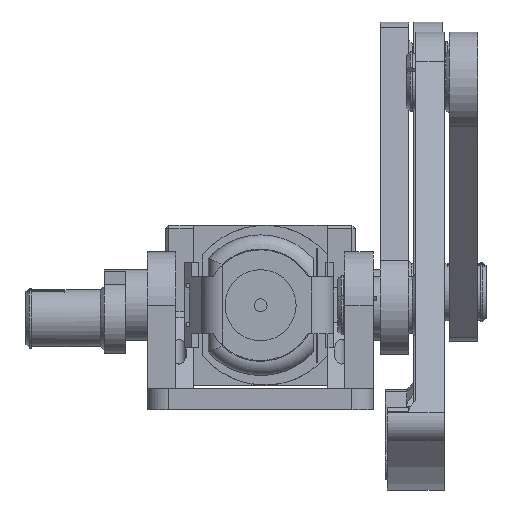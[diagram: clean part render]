
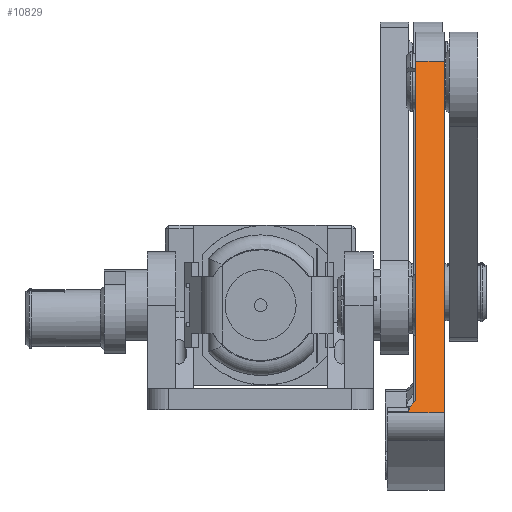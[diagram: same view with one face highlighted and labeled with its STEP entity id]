
A CAD part, front view. The second image highlights one B-rep face of the part: STEP entity #10829.
In plain terms, the highlighted face is planar.
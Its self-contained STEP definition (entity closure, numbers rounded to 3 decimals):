
#20=(
BOUNDED_CURVE()
B_SPLINE_CURVE(2,(#18089,#18090,#18091),.UNSPECIFIED.,.F.,.F.)
B_SPLINE_CURVE_WITH_KNOTS((3,3),(0.203,0.405),
 .UNSPECIFIED.)
CURVE()
GEOMETRIC_REPRESENTATION_ITEM()
RATIONAL_B_SPLINE_CURVE((1.,1.225,1.))
REPRESENTATION_ITEM('')
);
#688=PLANE('',#11788);
#1151=FACE_OUTER_BOUND('',#1819,.T.);
#1819=EDGE_LOOP('',(#9130,#9131,#9132,#9133,#9134,#9135,#9136));
#3284=LINE('',#17967,#4144);
#3292=LINE('',#18048,#4152);
#3298=LINE('',#18098,#4158);
#3311=LINE('',#18131,#4171);
#3321=LINE('',#18152,#4181);
#3343=LINE('',#18237,#4203);
#4144=VECTOR('',#13578,10.);
#4152=VECTOR('',#13640,10.);
#4158=VECTOR('',#13676,10.);
#4171=VECTOR('',#13717,10.);
#4181=VECTOR('',#13749,10.);
#4203=VECTOR('',#13829,10.);
#5043=VERTEX_POINT('',#17957);
#5047=VERTEX_POINT('',#17965);
#5079=VERTEX_POINT('',#18045);
#5080=VERTEX_POINT('',#18047);
#5094=VERTEX_POINT('',#18088);
#5096=VERTEX_POINT('',#18096);
#5102=VERTEX_POINT('',#18129);
#6400=EDGE_CURVE('',#5047,#5043,#3284,.T.);
#6434=EDGE_CURVE('',#5080,#5079,#3292,.T.);
#6450=EDGE_CURVE('',#5094,#5079,#20,.T.);
#6454=EDGE_CURVE('',#5096,#5094,#3298,.T.);
#6472=EDGE_CURVE('',#5102,#5096,#3311,.T.);
#6482=EDGE_CURVE('',#5043,#5102,#3321,.T.);
#6520=EDGE_CURVE('',#5080,#5047,#3343,.T.);
#9130=ORIENTED_EDGE('',*,*,#6454,.F.);
#9131=ORIENTED_EDGE('',*,*,#6472,.F.);
#9132=ORIENTED_EDGE('',*,*,#6482,.F.);
#9133=ORIENTED_EDGE('',*,*,#6400,.F.);
#9134=ORIENTED_EDGE('',*,*,#6520,.F.);
#9135=ORIENTED_EDGE('',*,*,#6434,.T.);
#9136=ORIENTED_EDGE('',*,*,#6450,.F.);
#10829=ADVANCED_FACE('',(#1151),#688,.T.);
#11788=AXIS2_PLACEMENT_3D('',#18236,#13827,#13828);
#13578=DIRECTION('',(0.,-0.174,-0.985));
#13640=DIRECTION('',(0.,-0.174,-0.985));
#13676=DIRECTION('',(1.,0.,0.));
#13717=DIRECTION('',(0.,0.174,0.985));
#13749=DIRECTION('',(-1.,0.,0.));
#13827=DIRECTION('center_axis',(0.,-0.985,0.174));
#13828=DIRECTION('ref_axis',(0.,-0.174,-0.985));
#13829=DIRECTION('',(1.,0.,0.));
#17957=CARTESIAN_POINT('',(19.9,-84.332,-19.812));
#17965=CARTESIAN_POINT('',(19.9,-74.894,33.716));
#17967=CARTESIAN_POINT('',(19.9,-74.894,33.716));
#18045=CARTESIAN_POINT('',(15.9,-83.999,-17.924));
#18047=CARTESIAN_POINT('',(15.9,-74.894,33.716));
#18048=CARTESIAN_POINT('',(15.9,-74.894,33.716));
#18088=CARTESIAN_POINT('',(14.9,-84.3,-19.63));
#18089=CARTESIAN_POINT('Ctrl Pts',(14.9,-84.3,-19.63));
#18090=CARTESIAN_POINT('Ctrl Pts',(14.9,-84.2,-19.062));
#18091=CARTESIAN_POINT('Ctrl Pts',(15.9,-83.999,-17.924));
#18096=CARTESIAN_POINT('',(11.9,-84.3,-19.63));
#18098=CARTESIAN_POINT('',(15.9,-84.3,-19.63));
#18129=CARTESIAN_POINT('',(11.9,-84.332,-19.812));
#18131=CARTESIAN_POINT('',(11.9,-84.332,-19.812));
#18152=CARTESIAN_POINT('',(15.9,-84.332,-19.812));
#18236=CARTESIAN_POINT('Origin',(15.9,-74.894,33.716));
#18237=CARTESIAN_POINT('',(15.9,-74.894,33.716));
